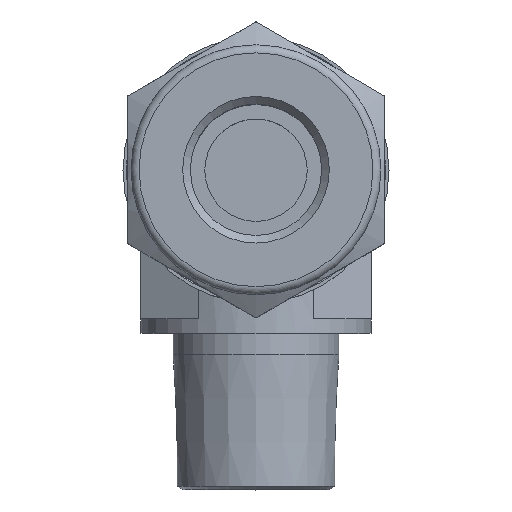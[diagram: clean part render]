
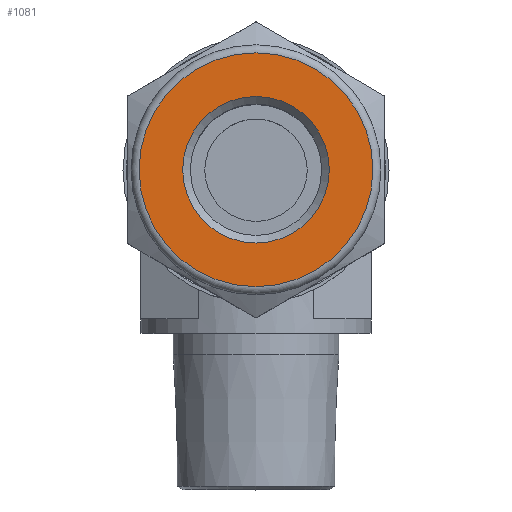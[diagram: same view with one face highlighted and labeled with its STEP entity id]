
A CAD part, top view. The second image highlights one B-rep face of the part: STEP entity #1081.
In plain terms, the highlighted planar face has unit normal (0, 0, 1).
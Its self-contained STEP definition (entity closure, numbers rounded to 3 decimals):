
#20=FACE_BOUND('',#222,.T.);
#69=CIRCLE('',#1196,4.545);
#70=CIRCLE('',#1198,7.25);
#146=FACE_OUTER_BOUND('',#221,.T.);
#221=EDGE_LOOP('',(#789));
#222=EDGE_LOOP('',(#790));
#486=VERTEX_POINT('',#1790);
#487=VERTEX_POINT('',#1794);
#599=EDGE_CURVE('',#486,#486,#69,.T.);
#600=EDGE_CURVE('',#487,#487,#70,.T.);
#789=ORIENTED_EDGE('',*,*,#600,.F.);
#790=ORIENTED_EDGE('',*,*,#599,.T.);
#1033=PLANE('',#1197);
#1081=ADVANCED_FACE('',(#146,#20),#1033,.T.);
#1196=AXIS2_PLACEMENT_3D('',#1792,#1397,#1398);
#1197=AXIS2_PLACEMENT_3D('',#1793,#1399,#1400);
#1198=AXIS2_PLACEMENT_3D('',#1795,#1401,#1402);
#1397=DIRECTION('center_axis',(0.,0.,-1.));
#1398=DIRECTION('ref_axis',(1.,0.,0.));
#1399=DIRECTION('center_axis',(0.,0.,1.));
#1400=DIRECTION('ref_axis',(1.,0.,0.));
#1401=DIRECTION('center_axis',(0.,0.,-1.));
#1402=DIRECTION('ref_axis',(1.,0.,0.));
#1790=CARTESIAN_POINT('',(0.,-4.543,29.37));
#1792=CARTESIAN_POINT('Origin',(0.,0.002,29.37));
#1793=CARTESIAN_POINT('Origin',(0.,7.252,29.37));
#1794=CARTESIAN_POINT('',(7.25,0.002,29.37));
#1795=CARTESIAN_POINT('Origin',(0.,0.002,29.37));
